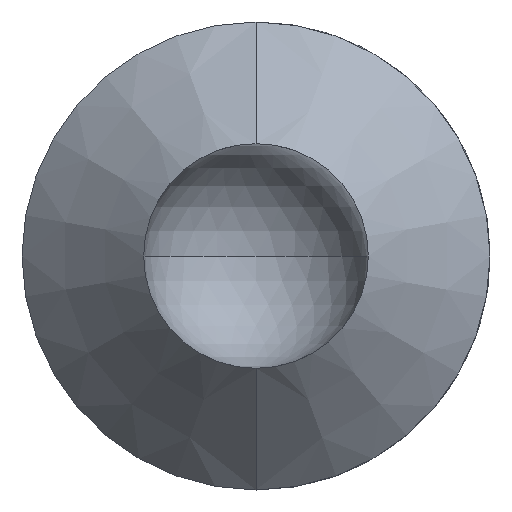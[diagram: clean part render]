
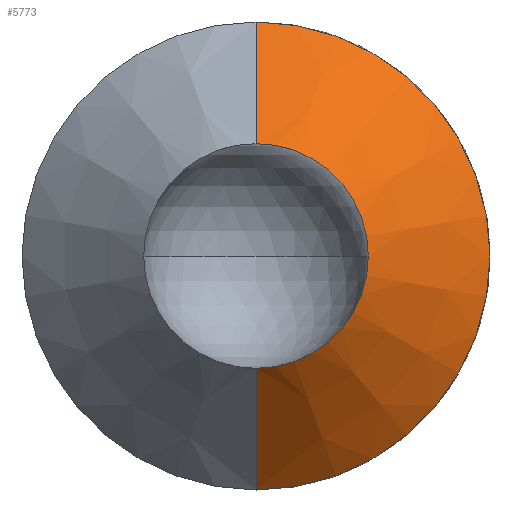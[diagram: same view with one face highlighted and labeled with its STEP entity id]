
A CAD part, front view. The second image highlights one B-rep face of the part: STEP entity #5773.
In plain terms, the highlighted conical face has half-angle 45 degrees and reference radius 2.75 mm.
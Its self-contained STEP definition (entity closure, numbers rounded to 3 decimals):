
#58 = DIRECTION ( 'NONE',  ( 0., 0., 1. ) ) ;
#255 = AXIS2_PLACEMENT_3D ( 'NONE', #5856, #1946, #527 ) ;
#414 = CARTESIAN_POINT ( 'NONE',  ( 0., -24.317, -2.083 ) ) ;
#527 = DIRECTION ( 'NONE',  ( 0., 0., 1. ) ) ;
#933 = EDGE_CURVE ( 'NONE', #5575, #4104, #2819, .T. ) ;
#1017 = DIRECTION ( 'NONE',  ( 0., 0., 1. ) ) ;
#1083 = CARTESIAN_POINT ( 'NONE',  ( 0., -24.317, 2.083 ) ) ;
#1203 = CIRCLE ( 'NONE', #255, 1. ) ;
#1212 = CARTESIAN_POINT ( 'NONE',  ( 0., -25.4, -1. ) ) ;
#1249 = CARTESIAN_POINT ( 'NONE',  ( 1., -25.4, 0. ) ) ;
#1530 = DIRECTION ( 'NONE',  ( 0., 0.707, -0.707 ) ) ;
#1560 = AXIS2_PLACEMENT_3D ( 'NONE', #5435, #2987, #58 ) ;
#1568 = DIRECTION ( 'NONE',  ( 0., 0.707, 0.707 ) ) ;
#1641 = ORIENTED_EDGE ( 'NONE', *, *, #3449, .T. ) ;
#1806 = LINE ( 'NONE', #2467, #5113 ) ;
#1946 = DIRECTION ( 'NONE',  ( 0., 1., 0. ) ) ;
#2029 = VERTEX_POINT ( 'NONE', #2604 ) ;
#2056 = AXIS2_PLACEMENT_3D ( 'NONE', #3994, #2967, #1017 ) ;
#2117 = FACE_OUTER_BOUND ( 'NONE', #3415, .T. ) ;
#2264 = VERTEX_POINT ( 'NONE', #1249 ) ;
#2467 = CARTESIAN_POINT ( 'NONE',  ( 0., -23.65, -2.75 ) ) ;
#2540 = CARTESIAN_POINT ( 'NONE',  ( 0., -24.317, 0. ) ) ;
#2604 = CARTESIAN_POINT ( 'NONE',  ( 0., -25.4, 1. ) ) ;
#2819 = CIRCLE ( 'NONE', #5635, 2.083 ) ;
#2967 = DIRECTION ( 'NONE',  ( 0., 1., 0. ) ) ;
#2987 = DIRECTION ( 'NONE',  ( 0., 1., 0. ) ) ;
#3333 = ORIENTED_EDGE ( 'NONE', *, *, #3984, .F. ) ;
#3415 = EDGE_LOOP ( 'NONE', ( #6332, #1641, #3722, #5795, #3333 ) ) ;
#3449 = EDGE_CURVE ( 'NONE', #2264, #5262, #1203, .T. ) ;
#3722 = ORIENTED_EDGE ( 'NONE', *, *, #6047, .T. ) ;
#3738 = EDGE_CURVE ( 'NONE', #2029, #2264, #4582, .T. ) ;
#3984 = EDGE_CURVE ( 'NONE', #2029, #4104, #5585, .T. ) ;
#3994 = CARTESIAN_POINT ( 'NONE',  ( 0., -23.65, 0. ) ) ;
#4104 = VERTEX_POINT ( 'NONE', #1083 ) ;
#4507 = CARTESIAN_POINT ( 'NONE',  ( 0., -23.65, 2.75 ) ) ;
#4535 = DIRECTION ( 'NONE',  ( 0., 0., 1. ) ) ;
#4582 = CIRCLE ( 'NONE', #1560, 1. ) ;
#4962 = DIRECTION ( 'NONE',  ( 0., -1., 0. ) ) ;
#5113 = VECTOR ( 'NONE', #1530, 1000. ) ;
#5262 = VERTEX_POINT ( 'NONE', #1212 ) ;
#5430 = VECTOR ( 'NONE', #1568, 1000. ) ;
#5435 = CARTESIAN_POINT ( 'NONE',  ( 0., -25.4, 0. ) ) ;
#5507 = CONICAL_SURFACE ( 'NONE', #2056, 2.75, 0.785 ) ;
#5575 = VERTEX_POINT ( 'NONE', #414 ) ;
#5585 = LINE ( 'NONE', #4507, #5430 ) ;
#5635 = AXIS2_PLACEMENT_3D ( 'NONE', #2540, #4962, #4535 ) ;
#5773 = ADVANCED_FACE ( 'NONE', ( #2117 ), #5507, .T. ) ;
#5795 = ORIENTED_EDGE ( 'NONE', *, *, #933, .T. ) ;
#5856 = CARTESIAN_POINT ( 'NONE',  ( 0., -25.4, 0. ) ) ;
#6047 = EDGE_CURVE ( 'NONE', #5262, #5575, #1806, .T. ) ;
#6332 = ORIENTED_EDGE ( 'NONE', *, *, #3738, .T. ) ;
